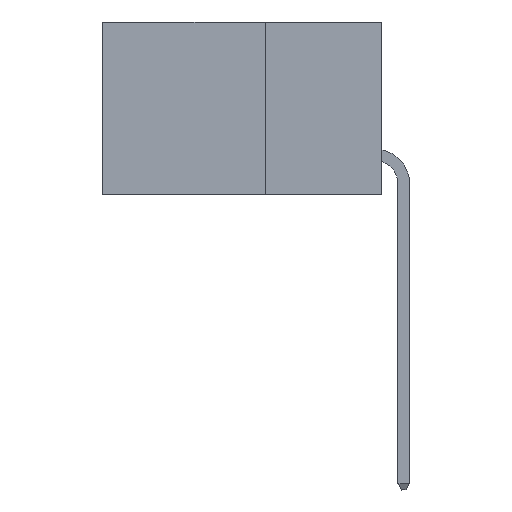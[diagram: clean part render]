
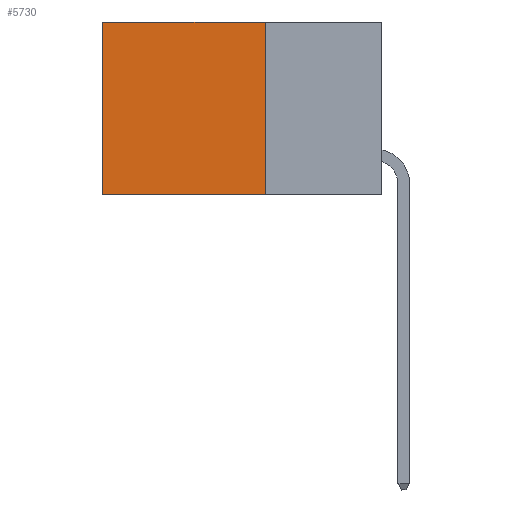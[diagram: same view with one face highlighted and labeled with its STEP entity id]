
A CAD part, left-side view. The second image highlights one B-rep face of the part: STEP entity #5730.
In plain terms, the highlighted planar face has unit normal (-1, 0, 0).
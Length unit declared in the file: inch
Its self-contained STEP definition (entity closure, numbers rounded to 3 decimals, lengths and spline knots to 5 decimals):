
#1307 = VERTEX_POINT ( 'NONE', #7072 ) ;
#4448 = EDGE_CURVE ( 'NONE', #21904, #16850, #7336, .T. ) ;
#5386 = CARTESIAN_POINT ( 'NONE',  ( 0.2875, 0.25, 0. ) ) ;
#5411 = EDGE_CURVE ( 'NONE', #21904, #21425, #27683, .T. ) ;
#5730 = ADVANCED_FACE ( 'NONE', ( #25794 ), #5928, .F. ) ;
#5928 = PLANE ( 'NONE',  #26110 ) ;
#7072 = CARTESIAN_POINT ( 'NONE',  ( 0.2875, 0.6, -0.37 ) ) ;
#7336 = LINE ( 'NONE', #36099, #13398 ) ;
#7699 = CARTESIAN_POINT ( 'NONE',  ( 0.2875, 0.6, 0. ) ) ;
#9086 = DIRECTION ( 'NONE',  ( 0., 0., -1. ) ) ;
#10277 = VECTOR ( 'NONE', #34545, 39.37008 ) ;
#12176 = VECTOR ( 'NONE', #23288, 39.37008 ) ;
#13398 = VECTOR ( 'NONE', #21557, 39.37008 ) ;
#14229 = VECTOR ( 'NONE', #20701, 39.37008 ) ;
#14245 = ORIENTED_EDGE ( 'NONE', *, *, #5411, .F. ) ;
#14905 = LINE ( 'NONE', #7699, #10277 ) ;
#15167 = DIRECTION ( 'NONE',  ( 1., 0., 0. ) ) ;
#16850 = VERTEX_POINT ( 'NONE', #19480 ) ;
#17541 = ORIENTED_EDGE ( 'NONE', *, *, #34843, .F. ) ;
#18909 = CARTESIAN_POINT ( 'NONE',  ( 0.2875, 0.25, 0. ) ) ;
#19480 = CARTESIAN_POINT ( 'NONE',  ( 0.2875, 0.6, 0. ) ) ;
#20701 = DIRECTION ( 'NONE',  ( 0., 0., -1. ) ) ;
#21425 = VERTEX_POINT ( 'NONE', #37476 ) ;
#21557 = DIRECTION ( 'NONE',  ( 0., 1., 0. ) ) ;
#21904 = VERTEX_POINT ( 'NONE', #18909 ) ;
#22352 = ORIENTED_EDGE ( 'NONE', *, *, #4448, .T. ) ;
#23288 = DIRECTION ( 'NONE',  ( 0., 1., 0. ) ) ;
#24532 = ORIENTED_EDGE ( 'NONE', *, *, #35327, .T. ) ;
#25794 = FACE_OUTER_BOUND ( 'NONE', #36785, .T. ) ;
#26087 = LINE ( 'NONE', #34837, #12176 ) ;
#26110 = AXIS2_PLACEMENT_3D ( 'NONE', #33191, #15167, #9086 ) ;
#27683 = LINE ( 'NONE', #5386, #14229 ) ;
#33191 = CARTESIAN_POINT ( 'NONE',  ( 0.2875, 0.25, 0. ) ) ;
#34545 = DIRECTION ( 'NONE',  ( 0., 0., -1. ) ) ;
#34837 = CARTESIAN_POINT ( 'NONE',  ( 0.2875, 0.25, -0.37 ) ) ;
#34843 = EDGE_CURVE ( 'NONE', #21425, #1307, #26087, .T. ) ;
#35327 = EDGE_CURVE ( 'NONE', #16850, #1307, #14905, .T. ) ;
#36099 = CARTESIAN_POINT ( 'NONE',  ( 0.2875, 0.25, 0. ) ) ;
#36785 = EDGE_LOOP ( 'NONE', ( #24532, #17541, #14245, #22352 ) ) ;
#37476 = CARTESIAN_POINT ( 'NONE',  ( 0.2875, 0.25, -0.37 ) ) ;
